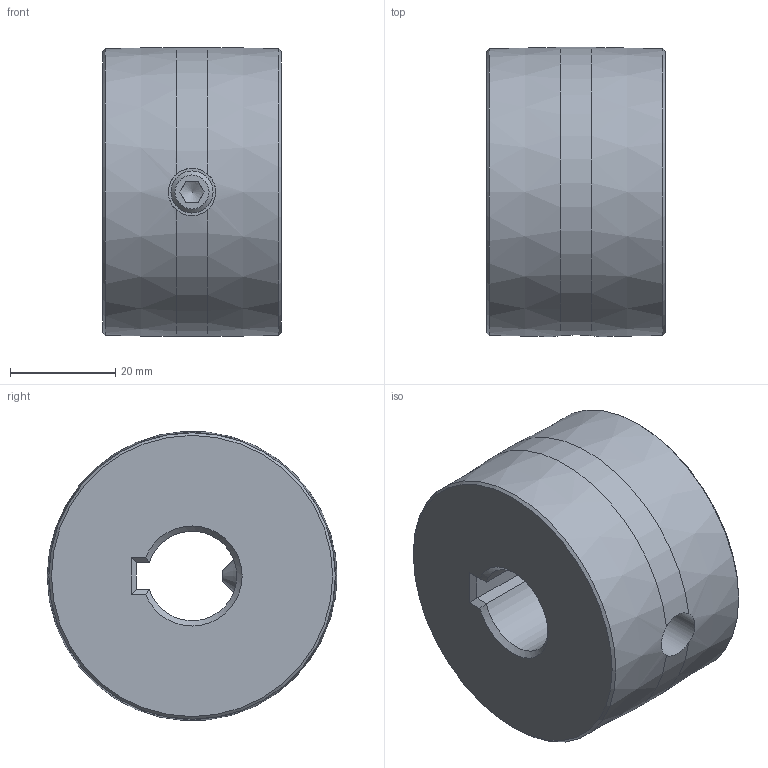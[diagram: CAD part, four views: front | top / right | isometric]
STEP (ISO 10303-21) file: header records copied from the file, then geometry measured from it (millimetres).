
FILE_DESCRIPTION((''),'2;1');
FILE_NAME('944515.ipt.stp','2010-09-05T12:28:00',(''),(''),'Autodesk Inventor 2010','Autodesk Inventor 2010','');
FILE_SCHEMA(('AUTOMOTIVE_DESIGN { 1 0 10303 214 1 1 1 1 }'));
Length unit declared in the file: millimetre
Products named in the file (1): 944515
Bounding box: 34 x 54.97 x 54.9 mm (x, y, z)
Volume: 71573.7 mm3; surface area: 12742 mm2
Topology: 2 solids, 2 shells, 34 faces, 78 edges, 48 vertices
Faces by surface type: plane 20, cone 9, cylinder 4, bspline 1
Full cylindrical faces by diameter (mm): 8 x1, 9 x1
Entity records: 1004 total; most frequent: CARTESIAN_POINT 260, DIRECTION 132, ORIENTED_EDGE 126, EDGE_CURVE 63, AXIS2_PLACEMENT_3D 50, EDGE_LOOP 48, VERTEX_POINT 43, STYLED_ITEM 36
